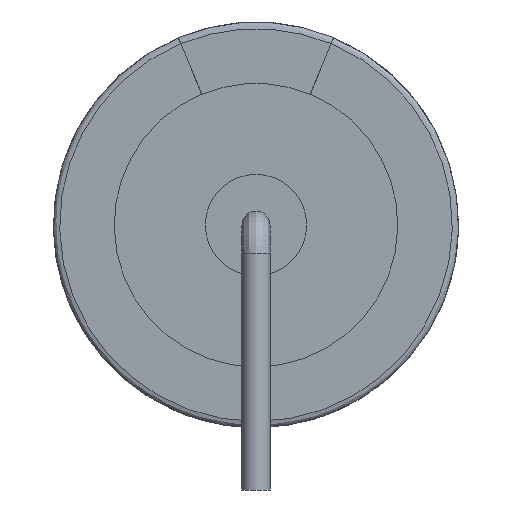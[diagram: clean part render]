
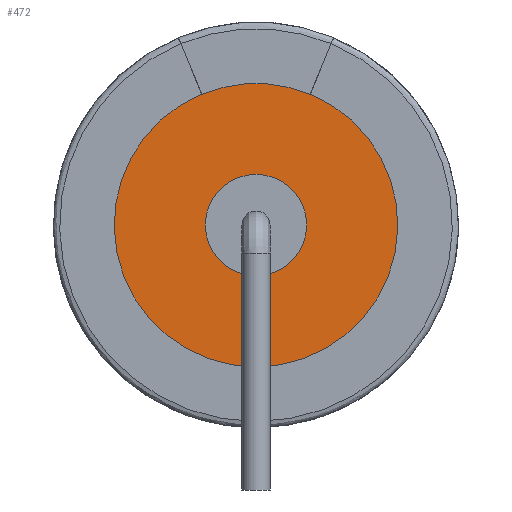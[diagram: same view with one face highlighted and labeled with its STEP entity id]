
A CAD part, left-side view. The second image highlights one B-rep face of the part: STEP entity #472.
In plain terms, the highlighted planar face has unit normal (-1, 0, 0).
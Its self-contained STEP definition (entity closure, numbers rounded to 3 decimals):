
#34=AXIS2_PLACEMENT_3D('',#35,#36,#37);
#35=CARTESIAN_POINT('',(3.2,0.,6.5));
#36=DIRECTION('',(-1.,0.,0.));
#37=DIRECTION('',(0.,-0.383,0.924));
#120=VECTOR('',#121,1.);
#121=DIRECTION('',(0.,0.383,-0.924));
#203=VERTEX_POINT('',#204);
#204=CARTESIAN_POINT('',(3.2,-1.741,10.704));
#210=EDGE_CURVE('',#203,#211,#213,.T.);
#211=VERTEX_POINT('',#212);
#212=CARTESIAN_POINT('',(3.2,-1.737,10.694));
#213=LINE('',#214,#120);
#214=CARTESIAN_POINT('',(3.2,-0.629,8.019));
#350=VECTOR('',#351,1.);
#351=DIRECTION('',(0.,-0.383,-0.924));
#428=VERTEX_POINT('',#429);
#429=CARTESIAN_POINT('',(3.2,1.741,10.704));
#432=ORIENTED_EDGE('',*,*,#433,.T.);
#433=EDGE_CURVE('',#428,#434,#436,.T.);
#434=VERTEX_POINT('',#435);
#435=CARTESIAN_POINT('',(3.2,1.737,10.694));
#436=LINE('',#437,#350);
#437=CARTESIAN_POINT('',(3.2,0.629,8.019));
#466=EDGE_CURVE('',#211,#434,#467,.T.);
#467=CIRCLE('',#34,4.54);
#472=ADVANCED_FACE('',(#473,#487),#494,.F.);
#473=FACE_BOUND('',#474,.F.);
#474=EDGE_LOOP('',(#475,#483,#432,#485,#486));
#475=ORIENTED_EDGE('',*,*,#476,.T.);
#476=EDGE_CURVE('',#203,#477,#479,.T.);
#477=VERTEX_POINT('',#478);
#478=CARTESIAN_POINT('',(3.2,0.,1.95));
#479=CIRCLE('',#480,4.55);
#480=AXIS2_PLACEMENT_3D('',#35,#481,#482);
#481=DIRECTION('',(1.,-0.,0.));
#482=DIRECTION('',(0.,0.,-1.));
#483=ORIENTED_EDGE('',*,*,#484,.T.);
#484=EDGE_CURVE('',#477,#428,#479,.T.);
#485=ORIENTED_EDGE('',*,*,#466,.F.);
#486=ORIENTED_EDGE('',*,*,#210,.F.);
#487=FACE_BOUND('',#488,.F.);
#488=EDGE_LOOP('',(#489));
#489=ORIENTED_EDGE('',*,*,#490,.F.);
#490=EDGE_CURVE('',#491,#491,#493,.T.);
#491=VERTEX_POINT('',#492);
#492=CARTESIAN_POINT('',(3.2,0.,4.875));
#493=CIRCLE('',#480,1.625);
#494=PLANE('',#495);
#495=AXIS2_PLACEMENT_3D('',#496,#497,#482);
#496=CARTESIAN_POINT('',(3.2,0.,6.5));
#497=DIRECTION('',(1.,0.,0.));
